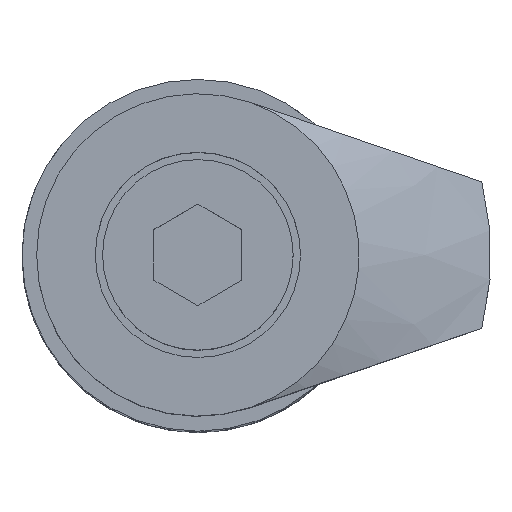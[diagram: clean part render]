
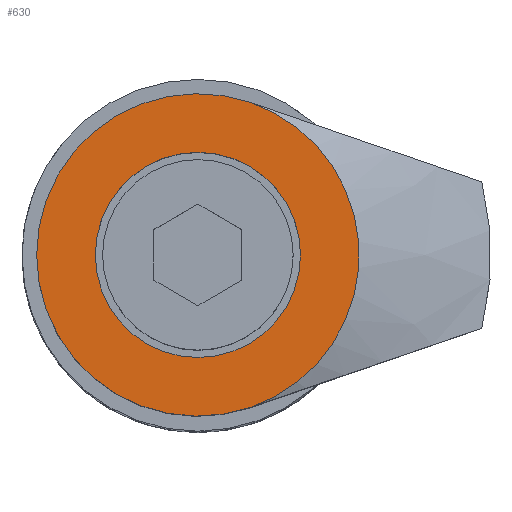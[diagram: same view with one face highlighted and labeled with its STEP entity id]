
A CAD part, top view. The second image highlights one B-rep face of the part: STEP entity #630.
In plain terms, the highlighted planar face has unit normal (0, 0, 1).
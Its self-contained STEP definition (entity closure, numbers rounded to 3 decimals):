
#11 = DIRECTION ( 'NONE',  ( 1., 0., 0. ) ) ;
#15 = AXIS2_PLACEMENT_3D ( 'NONE', #1472, #2174, #597 ) ;
#40 = VERTEX_POINT ( 'NONE', #817 ) ;
#74 = CARTESIAN_POINT ( 'NONE',  ( 3.561, 10.408, 35. ) ) ;
#158 = DIRECTION ( 'NONE',  ( 0., 0., 1. ) ) ;
#176 = PLANE ( 'NONE',  #2182 ) ;
#234 = CARTESIAN_POINT ( 'NONE',  ( 0., 0., 35. ) ) ;
#367 = VERTEX_POINT ( 'NONE', #1268 ) ;
#369 = CARTESIAN_POINT ( 'NONE',  ( 0., 0., 35. ) ) ;
#431 = VERTEX_POINT ( 'NONE', #74 ) ;
#465 = CIRCLE ( 'NONE', #1857, 11. ) ;
#502 = CARTESIAN_POINT ( 'NONE',  ( 0., 0., 35. ) ) ;
#516 = FACE_OUTER_BOUND ( 'NONE', #1090, .T. ) ;
#597 = DIRECTION ( 'NONE',  ( 1., 0., 0. ) ) ;
#618 = ORIENTED_EDGE ( 'NONE', *, *, #1889, .T. ) ;
#630 = ADVANCED_FACE ( 'NONE', ( #2136, #516 ), #176, .T. ) ;
#653 = DIRECTION ( 'NONE',  ( -1., 0., 0. ) ) ;
#662 = DIRECTION ( 'NONE',  ( 1., 0., 0. ) ) ;
#756 = ORIENTED_EDGE ( 'NONE', *, *, #809, .T. ) ;
#809 = EDGE_CURVE ( 'NONE', #1811, #431, #465, .T. ) ;
#817 = CARTESIAN_POINT ( 'NONE',  ( -11., 0., 35. ) ) ;
#850 = DIRECTION ( 'NONE',  ( -1., 0., 0. ) ) ;
#865 = CARTESIAN_POINT ( 'NONE',  ( -11.132, -11.132, 35. ) ) ;
#871 = ORIENTED_EDGE ( 'NONE', *, *, #876, .F. ) ;
#876 = EDGE_CURVE ( 'NONE', #367, #981, #1071, .T. ) ;
#981 = VERTEX_POINT ( 'NONE', #2048 ) ;
#1071 = CIRCLE ( 'NONE', #15, 7. ) ;
#1077 = AXIS2_PLACEMENT_3D ( 'NONE', #502, #1363, #653 ) ;
#1090 = EDGE_LOOP ( 'NONE', ( #756, #1381, #618 ) ) ;
#1116 = CIRCLE ( 'NONE', #1822, 7. ) ;
#1151 = CARTESIAN_POINT ( 'NONE',  ( 3.561, -10.408, 35. ) ) ;
#1159 = EDGE_CURVE ( 'NONE', #431, #40, #1706, .T. ) ;
#1268 = CARTESIAN_POINT ( 'NONE',  ( -7., 0., 35. ) ) ;
#1363 = DIRECTION ( 'NONE',  ( 0., 0., 1. ) ) ;
#1374 = EDGE_CURVE ( 'NONE', #981, #367, #1116, .T. ) ;
#1381 = ORIENTED_EDGE ( 'NONE', *, *, #1159, .T. ) ;
#1472 = CARTESIAN_POINT ( 'NONE',  ( 0., 0., 35. ) ) ;
#1557 = AXIS2_PLACEMENT_3D ( 'NONE', #369, #158, #850 ) ;
#1565 = DIRECTION ( 'NONE',  ( 0., 0., 1. ) ) ;
#1571 = DIRECTION ( 'NONE',  ( 0., 0., 1. ) ) ;
#1594 = CIRCLE ( 'NONE', #1077, 11. ) ;
#1664 = EDGE_LOOP ( 'NONE', ( #2194, #871 ) ) ;
#1670 = DIRECTION ( 'NONE',  ( -1., 0., 0. ) ) ;
#1706 = CIRCLE ( 'NONE', #1557, 11. ) ;
#1811 = VERTEX_POINT ( 'NONE', #1151 ) ;
#1822 = AXIS2_PLACEMENT_3D ( 'NONE', #1849, #1565, #662 ) ;
#1849 = CARTESIAN_POINT ( 'NONE',  ( 0., 0., 35. ) ) ;
#1857 = AXIS2_PLACEMENT_3D ( 'NONE', #234, #1981, #1670 ) ;
#1889 = EDGE_CURVE ( 'NONE', #40, #1811, #1594, .T. ) ;
#1981 = DIRECTION ( 'NONE',  ( 0., 0., 1. ) ) ;
#2048 = CARTESIAN_POINT ( 'NONE',  ( 7., 0., 35. ) ) ;
#2136 = FACE_BOUND ( 'NONE', #1664, .T. ) ;
#2174 = DIRECTION ( 'NONE',  ( 0., 0., 1. ) ) ;
#2182 = AXIS2_PLACEMENT_3D ( 'NONE', #865, #1571, #11 ) ;
#2194 = ORIENTED_EDGE ( 'NONE', *, *, #1374, .F. ) ;
